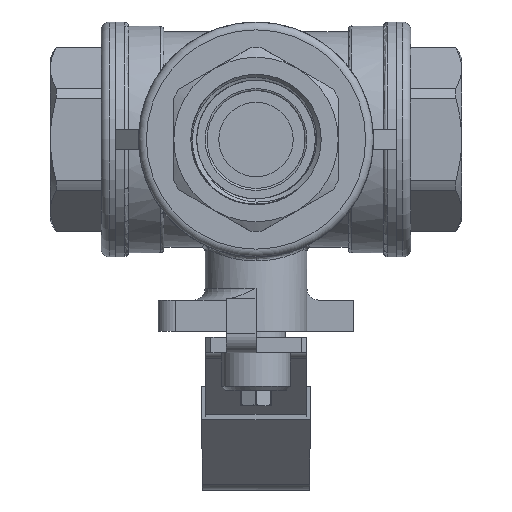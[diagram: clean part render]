
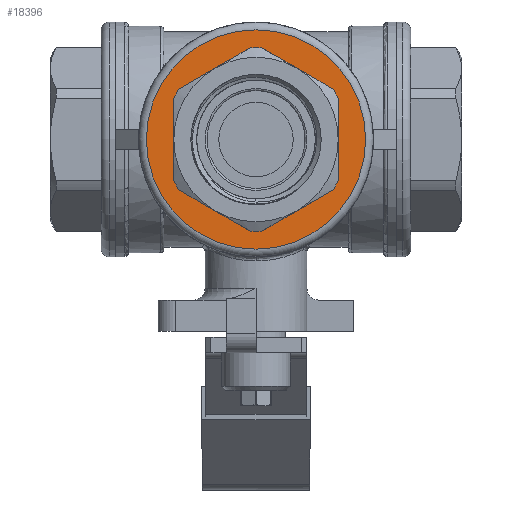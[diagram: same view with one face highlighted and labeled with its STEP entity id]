
A CAD part, front view. The second image highlights one B-rep face of the part: STEP entity #18396.
In plain terms, the highlighted face is planar.
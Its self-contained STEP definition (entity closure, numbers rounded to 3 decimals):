
#781=CIRCLE('',#19537,23.5);
#782=CIRCLE('',#19539,23.5);
#783=CIRCLE('',#19541,23.5);
#784=CIRCLE('',#19543,23.5);
#785=CIRCLE('',#19545,23.5);
#787=CIRCLE('',#19548,23.5);
#788=CIRCLE('',#19551,28.);
#2170=ORIENTED_EDGE('',*,*,#7531,.T.);
#2171=ORIENTED_EDGE('',*,*,#7532,.T.);
#2172=ORIENTED_EDGE('',*,*,#7528,.T.);
#2173=ORIENTED_EDGE('',*,*,#7533,.T.);
#2174=ORIENTED_EDGE('',*,*,#7517,.T.);
#2175=ORIENTED_EDGE('',*,*,#7534,.T.);
#2176=ORIENTED_EDGE('',*,*,#7522,.T.);
#2177=ORIENTED_EDGE('',*,*,#7535,.T.);
#2178=ORIENTED_EDGE('',*,*,#7515,.F.);
#2179=ORIENTED_EDGE('',*,*,#7530,.T.);
#2180=ORIENTED_EDGE('',*,*,#7512,.F.);
#2181=ORIENTED_EDGE('',*,*,#7536,.T.);
#2182=ORIENTED_EDGE('',*,*,#7524,.T.);
#7512=EDGE_CURVE('',#10258,#10259,#781,.T.);
#7515=EDGE_CURVE('',#10260,#10261,#782,.T.);
#7517=EDGE_CURVE('',#10262,#10263,#783,.T.);
#7522=EDGE_CURVE('',#10264,#10265,#784,.T.);
#7524=EDGE_CURVE('',#10267,#10266,#785,.T.);
#7528=EDGE_CURVE('',#10271,#10270,#787,.T.);
#7530=EDGE_CURVE('',#10260,#10259,#12112,.T.);
#7531=EDGE_CURVE('',#10272,#10272,#788,.T.);
#7532=EDGE_CURVE('',#10266,#10271,#12113,.T.);
#7533=EDGE_CURVE('',#10270,#10262,#12114,.T.);
#7534=EDGE_CURVE('',#10263,#10264,#12115,.T.);
#7535=EDGE_CURVE('',#10265,#10261,#12116,.T.);
#7536=EDGE_CURVE('',#10258,#10267,#12117,.T.);
#10258=VERTEX_POINT('',#30319);
#10259=VERTEX_POINT('',#30321);
#10260=VERTEX_POINT('',#30325);
#10261=VERTEX_POINT('',#30327);
#10262=VERTEX_POINT('',#30331);
#10263=VERTEX_POINT('',#30332);
#10264=VERTEX_POINT('',#30337);
#10265=VERTEX_POINT('',#30339);
#10266=VERTEX_POINT('',#30343);
#10267=VERTEX_POINT('',#30345);
#10270=VERTEX_POINT('',#30352);
#10271=VERTEX_POINT('',#30354);
#10272=VERTEX_POINT('',#30360);
#12112=LINE('',#30357,#13797);
#12113=LINE('',#30361,#13798);
#12114=LINE('',#30362,#13799);
#12115=LINE('',#30363,#13800);
#12116=LINE('',#30364,#13801);
#12117=LINE('',#30365,#13802);
#13797=VECTOR('',#21480,1000.);
#13798=VECTOR('',#21485,1000.);
#13799=VECTOR('',#21486,1000.);
#13800=VECTOR('',#21487,1000.);
#13801=VECTOR('',#21488,1000.);
#13802=VECTOR('',#21489,1000.);
#15466=EDGE_LOOP('',(#2170));
#15467=EDGE_LOOP('',(#2171,#2172,#2173,#2174,#2175,#2176,#2177,#2178,#2179,
#2180,#2181,#2182));
#16565=FACE_BOUND('',#15466,.T.);
#16566=FACE_BOUND('',#15467,.T.);
#17586=PLANE('',#19550);
#18396=ADVANCED_FACE('',(#16565,#16566),#17586,.F.);
#19537=AXIS2_PLACEMENT_3D('',#30320,#21443,#21444);
#19539=AXIS2_PLACEMENT_3D('',#30326,#21449,#21450);
#19541=AXIS2_PLACEMENT_3D('',#30330,#21454,#21455);
#19543=AXIS2_PLACEMENT_3D('',#30340,#21462,#21463);
#19545=AXIS2_PLACEMENT_3D('',#30344,#21467,#21468);
#19548=AXIS2_PLACEMENT_3D('',#30353,#21475,#21476);
#19550=AXIS2_PLACEMENT_3D('',#30358,#21481,#21482);
#19551=AXIS2_PLACEMENT_3D('',#30359,#21483,#21484);
#21443=DIRECTION('',(-1.,0.,0.));
#21444=DIRECTION('',(0.,-0.836,-0.549));
#21449=DIRECTION('',(-1.,0.,0.));
#21450=DIRECTION('',(0.,-0.894,0.449));
#21454=DIRECTION('',(1.,0.,0.));
#21455=DIRECTION('',(0.,0.894,0.449));
#21462=DIRECTION('',(1.,0.,0.));
#21463=DIRECTION('',(0.,0.058,0.998));
#21467=DIRECTION('',(1.,0.,0.));
#21468=DIRECTION('',(0.,-0.058,-0.998));
#21475=DIRECTION('',(1.,0.,0.));
#21476=DIRECTION('',(0.,0.836,-0.549));
#21480=DIRECTION('',(0.,0.,-1.));
#21481=DIRECTION('',(1.,0.,0.));
#21482=DIRECTION('',(0.,1.,0.));
#21483=DIRECTION('',(-1.,0.,0.));
#21484=DIRECTION('',(0.,0.,1.));
#21485=DIRECTION('',(0.,0.866,0.5));
#21486=DIRECTION('',(0.,0.,1.));
#21487=DIRECTION('',(0.,-0.866,0.5));
#21488=DIRECTION('',(0.,-0.866,-0.5));
#21489=DIRECTION('',(0.,0.866,-0.5));
#30319=CARTESIAN_POINT('',(13.,-19.634,-12.913));
#30320=CARTESIAN_POINT('',(13.,0.,0.));
#30321=CARTESIAN_POINT('',(13.,-21.,-10.548));
#30325=CARTESIAN_POINT('',(13.,-21.,10.548));
#30326=CARTESIAN_POINT('',(13.,0.,0.));
#30327=CARTESIAN_POINT('',(13.,-19.634,12.913));
#30330=CARTESIAN_POINT('',(13.,0.,0.));
#30331=CARTESIAN_POINT('',(13.,21.,10.548));
#30332=CARTESIAN_POINT('',(13.,19.634,12.913));
#30337=CARTESIAN_POINT('',(13.,1.366,23.46));
#30339=CARTESIAN_POINT('',(13.,-1.366,23.46));
#30340=CARTESIAN_POINT('',(13.,0.,0.));
#30343=CARTESIAN_POINT('',(13.,1.366,-23.46));
#30344=CARTESIAN_POINT('',(13.,0.,0.));
#30345=CARTESIAN_POINT('',(13.,-1.366,-23.46));
#30352=CARTESIAN_POINT('',(13.,21.,-10.548));
#30353=CARTESIAN_POINT('',(13.,0.,0.));
#30354=CARTESIAN_POINT('',(13.,19.634,-12.913));
#30357=CARTESIAN_POINT('',(13.,-21.,10.548));
#30358=CARTESIAN_POINT('',(13.,0.,0.));
#30359=CARTESIAN_POINT('',(13.,0.,0.));
#30360=CARTESIAN_POINT('',(13.,0.,28.));
#30361=CARTESIAN_POINT('',(13.,1.366,-23.46));
#30362=CARTESIAN_POINT('',(13.,21.,-10.548));
#30363=CARTESIAN_POINT('',(13.,19.634,12.913));
#30364=CARTESIAN_POINT('',(13.,-1.366,23.46));
#30365=CARTESIAN_POINT('',(13.,-19.634,-12.913));
